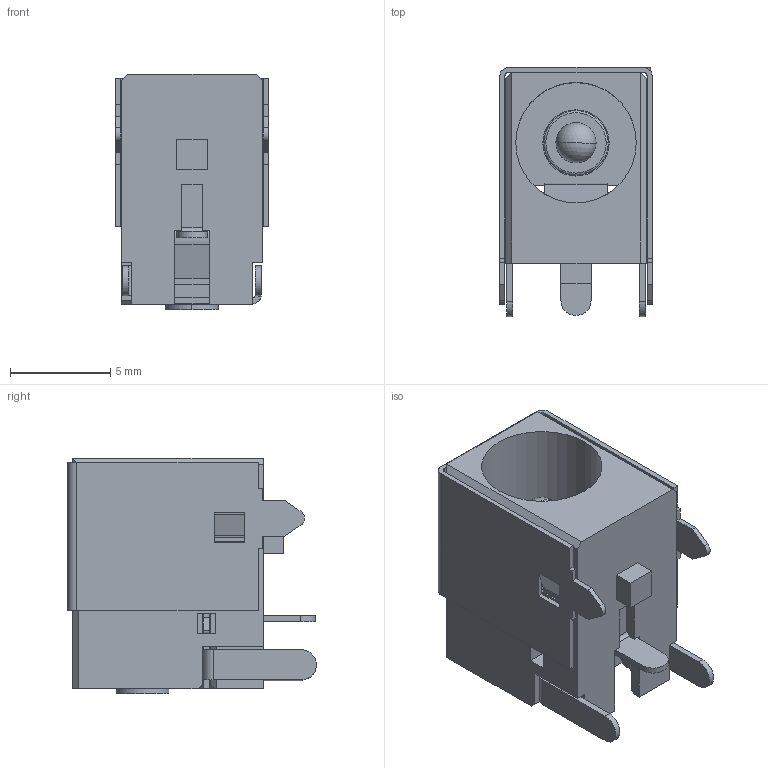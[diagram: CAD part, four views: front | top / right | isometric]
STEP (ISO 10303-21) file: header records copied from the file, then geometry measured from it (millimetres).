
FILE_DESCRIPTION (( 'STEP AP214' ), '1' );
FILE_NAME ('CUI_DEVICES_PJ-047AH.step', '2023-10-04T16:25:54', ( '' ), ( '' ), 'SwSTEP 2.0', 'SolidWorks 2023', '' );
FILE_SCHEMA (( 'AUTOMOTIVE_DESIGN' ));
Length unit declared in the file: millimetre
Products named in the file (1): CUI_DEVICES_PJ-047AH
Bounding box: 7.6 x 12.4 x 11.75 mm (x, y, z)
Volume: 457.6 mm3; surface area: 1613.4 mm2
Topology: 6 solids, 6 shells, 352 faces, 954 edges, 618 vertices
Faces by surface type: plane 252, cylinder 71, torus 16, sphere 6, bspline 5, cone 2
Entity records: 11583 total; most frequent: CARTESIAN_POINT 2697, ORIENTED_EDGE 1896, DIRECTION 1712, EDGE_CURVE 948, LINE 716, VECTOR 716, VERTEX_POINT 616, AXIS2_PLACEMENT_3D 498
